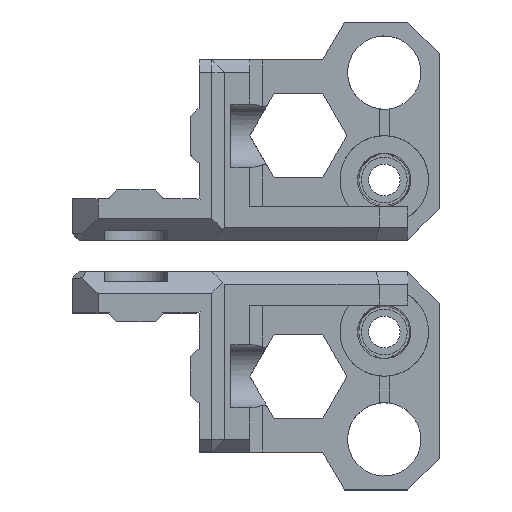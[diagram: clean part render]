
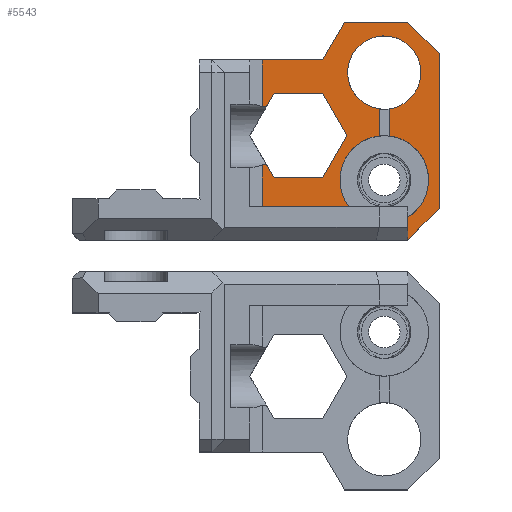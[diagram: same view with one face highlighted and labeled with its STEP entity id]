
A CAD part, top view. The second image highlights one B-rep face of the part: STEP entity #5543.
In plain terms, the highlighted planar face has unit normal (0, 0, 1).
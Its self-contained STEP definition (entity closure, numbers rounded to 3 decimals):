
#186=PLANE('',#5939);
#483=FACE_OUTER_BOUND('',#811,.T.);
#811=EDGE_LOOP('',(#4155,#4156,#4157,#4158,#4159,#4160,#4161,#4162,#4163,
#4164,#4165,#4166,#4167,#4168,#4169,#4170,#4171,#4172,#4173,#4174,#4175,
#4176,#4177,#4178));
#1159=LINE('',#7912,#1843);
#1162=LINE('',#7917,#1846);
#1164=LINE('',#7921,#1848);
#1225=LINE('',#8280,#1909);
#1233=LINE('',#8396,#1917);
#1238=LINE('',#8411,#1922);
#1241=LINE('',#8417,#1925);
#1242=LINE('',#8421,#1926);
#1243=LINE('',#8427,#1927);
#1244=LINE('',#8429,#1928);
#1245=LINE('',#8431,#1929);
#1246=LINE('',#8433,#1930);
#1247=LINE('',#8435,#1931);
#1248=LINE('',#8437,#1932);
#1249=LINE('',#8438,#1933);
#1250=LINE('',#8440,#1934);
#1251=LINE('',#8442,#1935);
#1252=LINE('',#8443,#1936);
#1253=LINE('',#8445,#1937);
#1254=LINE('',#8446,#1938);
#1843=VECTOR('',#6395,10.);
#1846=VECTOR('',#6400,10.);
#1848=VECTOR('',#6404,10.);
#1909=VECTOR('',#6515,10.);
#1917=VECTOR('',#6551,10.);
#1922=VECTOR('',#6564,10.);
#1925=VECTOR('',#6569,10.);
#1926=VECTOR('',#6572,10.);
#1927=VECTOR('',#6579,10.);
#1928=VECTOR('',#6580,10.);
#1929=VECTOR('',#6581,10.);
#1930=VECTOR('',#6582,10.);
#1931=VECTOR('',#6583,10.);
#1932=VECTOR('',#6584,10.);
#1933=VECTOR('',#6585,10.);
#1934=VECTOR('',#6586,10.);
#1935=VECTOR('',#6587,10.);
#1936=VECTOR('',#6588,10.);
#1937=VECTOR('',#6589,10.);
#1938=VECTOR('',#6590,10.);
#2498=CIRCLE('',#5940,7.);
#2499=CIRCLE('',#5941,5.8);
#2500=CIRCLE('',#5942,5.8);
#2501=CIRCLE('',#5943,7.);
#2596=VERTEX_POINT('',#7909);
#2597=VERTEX_POINT('',#7911);
#2598=VERTEX_POINT('',#7915);
#2599=VERTEX_POINT('',#7919);
#2639=VERTEX_POINT('',#8018);
#2662=VERTEX_POINT('',#8277);
#2663=VERTEX_POINT('',#8279);
#2676=VERTEX_POINT('',#8392);
#2678=VERTEX_POINT('',#8395);
#2683=VERTEX_POINT('',#8408);
#2684=VERTEX_POINT('',#8410);
#2686=VERTEX_POINT('',#8416);
#2687=VERTEX_POINT('',#8418);
#2688=VERTEX_POINT('',#8420);
#2689=VERTEX_POINT('',#8422);
#2690=VERTEX_POINT('',#8425);
#2691=VERTEX_POINT('',#8428);
#2692=VERTEX_POINT('',#8430);
#2693=VERTEX_POINT('',#8432);
#2694=VERTEX_POINT('',#8434);
#2695=VERTEX_POINT('',#8436);
#2696=VERTEX_POINT('',#8439);
#2697=VERTEX_POINT('',#8441);
#2698=VERTEX_POINT('',#8444);
#3132=EDGE_CURVE('',#2597,#2596,#1159,.T.);
#3135=EDGE_CURVE('',#2596,#2598,#1162,.T.);
#3137=EDGE_CURVE('',#2598,#2599,#1164,.T.);
#3219=EDGE_CURVE('',#2663,#2662,#1225,.T.);
#3241=EDGE_CURVE('',#2676,#2678,#1233,.T.);
#3248=EDGE_CURVE('',#2683,#2684,#1238,.T.);
#3251=EDGE_CURVE('',#2676,#2686,#1241,.T.);
#3252=EDGE_CURVE('',#2686,#2687,#2498,.T.);
#3253=EDGE_CURVE('',#2687,#2688,#1242,.T.);
#3254=EDGE_CURVE('',#2688,#2689,#2499,.T.);
#3255=EDGE_CURVE('',#2689,#2663,#2500,.T.);
#3256=EDGE_CURVE('',#2662,#2690,#2501,.T.);
#3257=EDGE_CURVE('',#2690,#2639,#1243,.T.);
#3258=EDGE_CURVE('',#2691,#2639,#1244,.T.);
#3259=EDGE_CURVE('',#2691,#2692,#1245,.T.);
#3260=EDGE_CURVE('',#2693,#2692,#1246,.T.);
#3261=EDGE_CURVE('',#2693,#2694,#1247,.T.);
#3262=EDGE_CURVE('',#2695,#2694,#1248,.T.);
#3263=EDGE_CURVE('',#2684,#2695,#1249,.T.);
#3264=EDGE_CURVE('',#2683,#2696,#1250,.T.);
#3265=EDGE_CURVE('',#2696,#2697,#1251,.T.);
#3266=EDGE_CURVE('',#2697,#2597,#1252,.T.);
#3267=EDGE_CURVE('',#2599,#2698,#1253,.T.);
#3268=EDGE_CURVE('',#2698,#2678,#1254,.T.);
#4155=ORIENTED_EDGE('',*,*,#3241,.F.);
#4156=ORIENTED_EDGE('',*,*,#3251,.T.);
#4157=ORIENTED_EDGE('',*,*,#3252,.T.);
#4158=ORIENTED_EDGE('',*,*,#3253,.T.);
#4159=ORIENTED_EDGE('',*,*,#3254,.T.);
#4160=ORIENTED_EDGE('',*,*,#3255,.T.);
#4161=ORIENTED_EDGE('',*,*,#3219,.T.);
#4162=ORIENTED_EDGE('',*,*,#3256,.T.);
#4163=ORIENTED_EDGE('',*,*,#3257,.T.);
#4164=ORIENTED_EDGE('',*,*,#3258,.F.);
#4165=ORIENTED_EDGE('',*,*,#3259,.T.);
#4166=ORIENTED_EDGE('',*,*,#3260,.F.);
#4167=ORIENTED_EDGE('',*,*,#3261,.T.);
#4168=ORIENTED_EDGE('',*,*,#3262,.F.);
#4169=ORIENTED_EDGE('',*,*,#3263,.F.);
#4170=ORIENTED_EDGE('',*,*,#3248,.F.);
#4171=ORIENTED_EDGE('',*,*,#3264,.T.);
#4172=ORIENTED_EDGE('',*,*,#3265,.T.);
#4173=ORIENTED_EDGE('',*,*,#3266,.T.);
#4174=ORIENTED_EDGE('',*,*,#3132,.T.);
#4175=ORIENTED_EDGE('',*,*,#3135,.T.);
#4176=ORIENTED_EDGE('',*,*,#3137,.T.);
#4177=ORIENTED_EDGE('',*,*,#3267,.T.);
#4178=ORIENTED_EDGE('',*,*,#3268,.T.);
#5543=ADVANCED_FACE('',(#483),#186,.T.);
#5939=AXIS2_PLACEMENT_3D('',#8415,#6567,#6568);
#5940=AXIS2_PLACEMENT_3D('',#8419,#6570,#6571);
#5941=AXIS2_PLACEMENT_3D('',#8423,#6573,#6574);
#5942=AXIS2_PLACEMENT_3D('',#8424,#6575,#6576);
#5943=AXIS2_PLACEMENT_3D('',#8426,#6577,#6578);
#6395=DIRECTION('',(0.5,-0.866,0.));
#6400=DIRECTION('',(-0.5,-0.866,0.));
#6404=DIRECTION('',(-1.,0.,0.));
#6515=DIRECTION('',(0.,-1.,0.));
#6551=DIRECTION('',(0.,1.,0.));
#6564=DIRECTION('',(0.,1.,0.));
#6567=DIRECTION('center_axis',(0.,0.,1.));
#6568=DIRECTION('ref_axis',(1.,0.,0.));
#6569=DIRECTION('',(1.,0.,0.));
#6570=DIRECTION('center_axis',(0.,0.,-1.));
#6571=DIRECTION('ref_axis',(1.,0.,0.));
#6572=DIRECTION('',(0.,1.,0.));
#6573=DIRECTION('center_axis',(0.,0.,-1.));
#6574=DIRECTION('ref_axis',(1.,0.,0.));
#6575=DIRECTION('center_axis',(0.,0.,-1.));
#6576=DIRECTION('ref_axis',(1.,0.,0.));
#6577=DIRECTION('center_axis',(0.,0.,-1.));
#6578=DIRECTION('ref_axis',(1.,0.,0.));
#6579=DIRECTION('',(0.,-1.,0.));
#6580=DIRECTION('',(-0.707,-0.707,0.));
#6581=DIRECTION('',(0.,1.,0.));
#6582=DIRECTION('',(0.707,-0.707,0.));
#6583=DIRECTION('',(-1.,0.,0.));
#6584=DIRECTION('',(0.5,0.866,0.));
#6585=DIRECTION('',(1.,0.,0.));
#6586=DIRECTION('',(1.,0.,0.));
#6587=DIRECTION('',(0.5,0.866,0.));
#6588=DIRECTION('',(1.,0.,0.));
#6589=DIRECTION('',(-0.5,0.866,0.));
#6590=DIRECTION('',(-1.,0.,0.));
#7909=CARTESIAN_POINT('',(-5.9,7.,0.));
#7911=CARTESIAN_POINT('',(-9.75,13.668,0.));
#7912=CARTESIAN_POINT('',(-5.9,7.,0.));
#7915=CARTESIAN_POINT('',(-9.75,0.332,0.));
#7917=CARTESIAN_POINT('',(-9.75,0.332,0.));
#7919=CARTESIAN_POINT('',(-17.45,0.332,0.));
#7921=CARTESIAN_POINT('',(-17.45,0.332,0.));
#8018=CARTESIAN_POINT('',(3.7,-9.525,0.));
#8277=CARTESIAN_POINT('',(0.75,6.96,0.));
#8279=CARTESIAN_POINT('',(0.75,11.249,0.));
#8280=CARTESIAN_POINT('',(0.75,11.249,0.));
#8392=CARTESIAN_POINT('',(-19.3,-4.225,0.));
#8395=CARTESIAN_POINT('',(-19.3,2.417,0.));
#8396=CARTESIAN_POINT('',(-19.3,1.756,0.));
#8408=CARTESIAN_POINT('',(-19.3,11.583,0.));
#8410=CARTESIAN_POINT('',(-19.3,19.,0.));
#8411=CARTESIAN_POINT('',(-19.3,1.756,0.));
#8415=CARTESIAN_POINT('Origin',(-20.3,7.738,0.));
#8416=CARTESIAN_POINT('',(-5.581,-4.225,0.));
#8417=CARTESIAN_POINT('',(-8.3,-4.225,0.));
#8418=CARTESIAN_POINT('',(-0.75,6.96,0.));
#8419=CARTESIAN_POINT('Origin',(0.,0.,0.));
#8420=CARTESIAN_POINT('',(-0.75,11.249,0.));
#8421=CARTESIAN_POINT('',(-0.75,3.955,0.));
#8422=CARTESIAN_POINT('',(-5.8,17.,0.));
#8423=CARTESIAN_POINT('Origin',(0.,17.,0.));
#8424=CARTESIAN_POINT('Origin',(0.,17.,0.));
#8425=CARTESIAN_POINT('',(3.7,-5.942,0.));
#8426=CARTESIAN_POINT('Origin',(0.,0.,0.));
#8427=CARTESIAN_POINT('',(3.7,-0.894,0.));
#8428=CARTESIAN_POINT('',(8.7,-4.525,0.));
#8429=CARTESIAN_POINT('',(3.266,-9.959,0.));
#8430=CARTESIAN_POINT('',(8.7,20.,0.));
#8431=CARTESIAN_POINT('',(8.7,-9.525,0.));
#8432=CARTESIAN_POINT('',(3.7,25.,0.));
#8433=CARTESIAN_POINT('',(3.266,25.434,0.));
#8434=CARTESIAN_POINT('',(-6.286,25.,0.));
#8435=CARTESIAN_POINT('',(8.7,25.,0.));
#8436=CARTESIAN_POINT('',(-9.75,19.,0.));
#8437=CARTESIAN_POINT('',(-9.75,19.,0.));
#8438=CARTESIAN_POINT('',(-29.3,19.,0.));
#8439=CARTESIAN_POINT('',(-18.654,11.583,0.));
#8440=CARTESIAN_POINT('',(-21.3,11.583,0.));
#8441=CARTESIAN_POINT('',(-17.45,13.668,0.));
#8442=CARTESIAN_POINT('',(-17.45,13.668,0.));
#8443=CARTESIAN_POINT('',(-9.75,13.668,0.));
#8444=CARTESIAN_POINT('',(-18.654,2.417,0.));
#8445=CARTESIAN_POINT('',(-21.3,7.,0.));
#8446=CARTESIAN_POINT('',(-21.3,2.417,0.));
